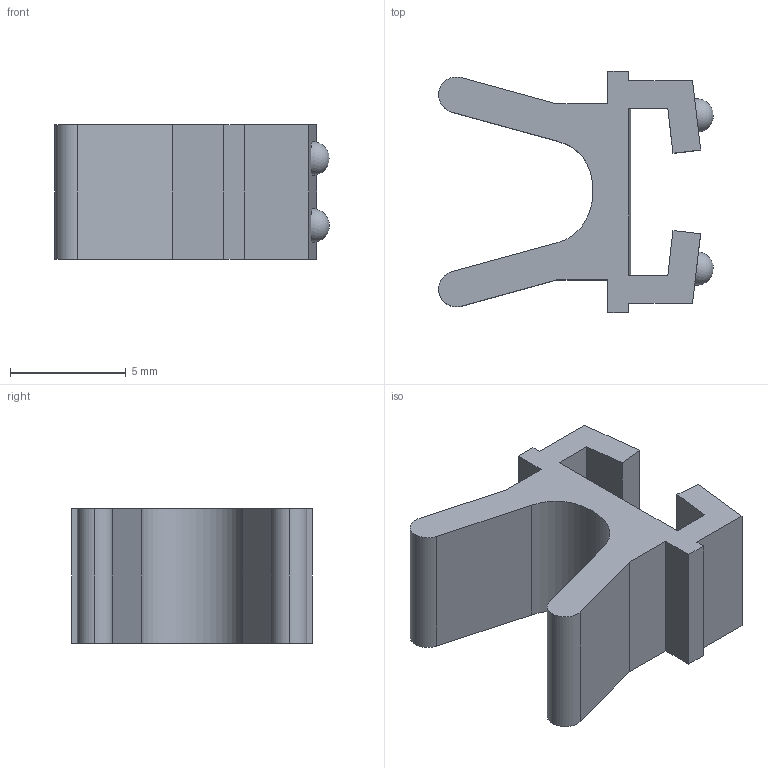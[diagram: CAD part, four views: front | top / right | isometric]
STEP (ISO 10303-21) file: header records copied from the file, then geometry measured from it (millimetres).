
FILE_DESCRIPTION(/* description */ (''),/* implementation_level */ '2;1');
FILE_NAME(/* name */ 'Rail Clip - Single Solid.step',/* time_stamp */ '2023-01-15T17:15:23-08:00',/* author */ (''),/* organization */ (''),/* preprocessor_version */ 'ST-DEVELOPER v19.2',/* originating_system */ 'Autodesk Translation Framework v11.17.0.187',/* authorisation */ '');
FILE_SCHEMA (('AUTOMOTIVE_DESIGN { 1 0 10303 214 3 1 1 }'));
Length unit declared in the file: millimetre
Products named in the file (1): Rail Clip
Bounding box: 11.86 x 10.4 x 5.8 mm (x, y, z)
Volume: 283 mm3; surface area: 489.6 mm2
Topology: 1 solids, 1 shells, 36 faces, 102 edges, 68 vertices
Faces by surface type: plane 26, cylinder 4, sphere 4, bspline 2
Entity records: 1238 total; most frequent: CARTESIAN_POINT 297, ORIENTED_EDGE 196, DIRECTION 180, EDGE_CURVE 98, LINE 78, VECTOR 78, VERTEX_POINT 68, AXIS2_PLACEMENT_3D 51
